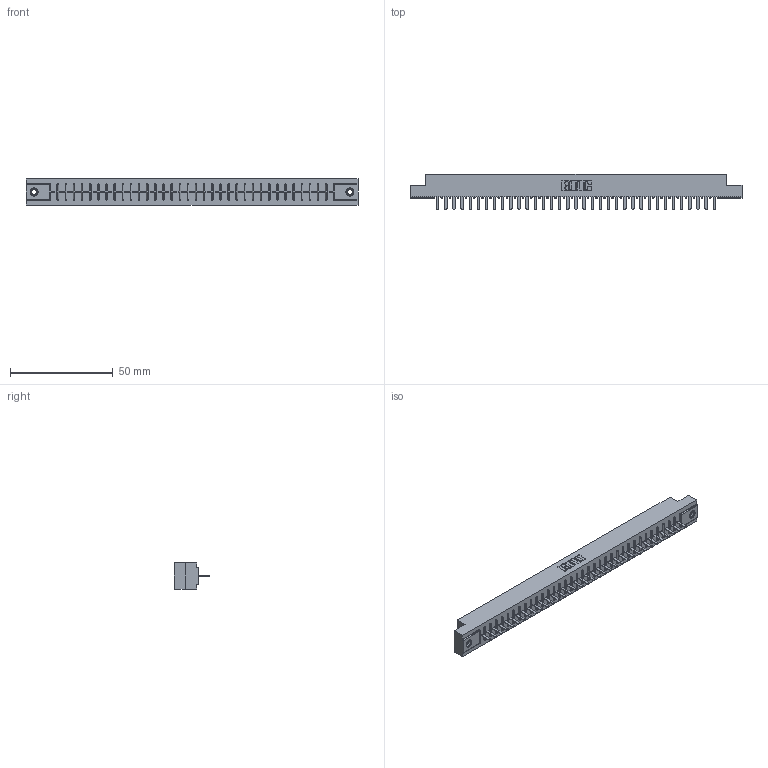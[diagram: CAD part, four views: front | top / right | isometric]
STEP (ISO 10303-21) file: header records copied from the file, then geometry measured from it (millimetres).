
FILE_DESCRIPTION (( 'STEP AP203' ), '1' );
FILE_NAME ('316-035-520-107.STEP', '2018-07-31T04:16:40', ( '' ), ( '' ), 'SwSTEP 2.0', 'SolidWorks 2016', '' );
FILE_SCHEMA (( 'CONFIG_CONTROL_DESIGN' ));
Length unit declared in the file: inch
Products named in the file (4): 306 Part_.156 Dia; 306-290-001_120; 345-250-001_345-250-005-103; 316-035-520-107
Assembly tree (38 placements, depth 2):
  316-035-520-107
    306 Part_.156 Dia
    306-290-001_120  x35
    345-250-001_345-250-005-103  x2
Bounding box: 161.7 x 17.12 x 12.7 mm (x, y, z)
Volume: 17815.9 mm3; surface area: 18248.6 mm2
Topology: 38 solids, 38 shells, 2626 faces, 7347 edges, 4702 vertices
Faces by surface type: plane 1745, cylinder 725, sphere 140, cone 12, torus 4
Entity records: 34687 total; most frequent: CARTESIAN_POINT 5803, ORIENTED_EDGE 5746, DIRECTION 5731, EDGE_CURVE 2873, VECTOR 2243, LINE 2243, VERTEX_POINT 1816, AXIS2_PLACEMENT_3D 1744
